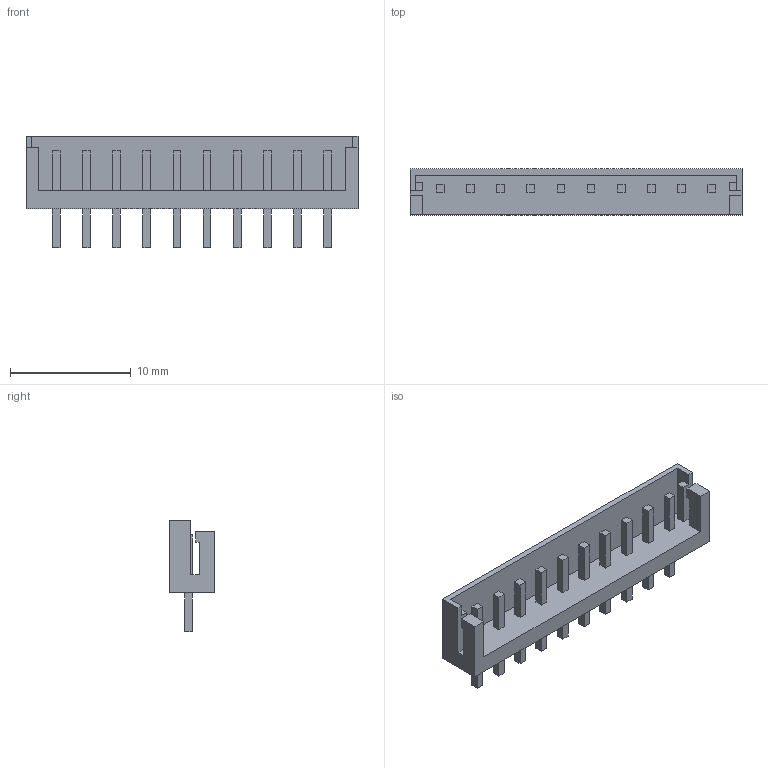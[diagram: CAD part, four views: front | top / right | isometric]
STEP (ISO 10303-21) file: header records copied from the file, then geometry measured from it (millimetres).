
FILE_DESCRIPTION(('FreeCAD Model'),'2;1');
FILE_NAME('JST_EH_10B-EH-A_10x2.50mm_Straight.STEP','2016-03-22T23:09:48',('Author' ),(''),'Open CASCADE STEP processor 6.8','FreeCAD','Unknown');
FILE_SCHEMA(('AUTOMOTIVE_DESIGN_CC2 { 1 2 10303 214 -1 1 5 4 }'));
Length unit declared in the file: millimetre
Products named in the file (1): B10B-EH-A
Bounding box: 27.5 x 3.8 x 9.2 mm (x, y, z)
Volume: 264.1 mm3; surface area: 789.2 mm2
Topology: 1 solids, 1 shells, 128 faces, 318 edges, 212 vertices
Faces by surface type: plane 128
Entity records: 8765 total; most frequent: CARTESIAN_POINT 1295, DIRECTION 1212, LINE 954, VECTOR 954, ORIENTED_EDGE 636, PCURVE 636, DEFINITIONAL_REPRESENTATION 636, EDGE_CURVE 318
